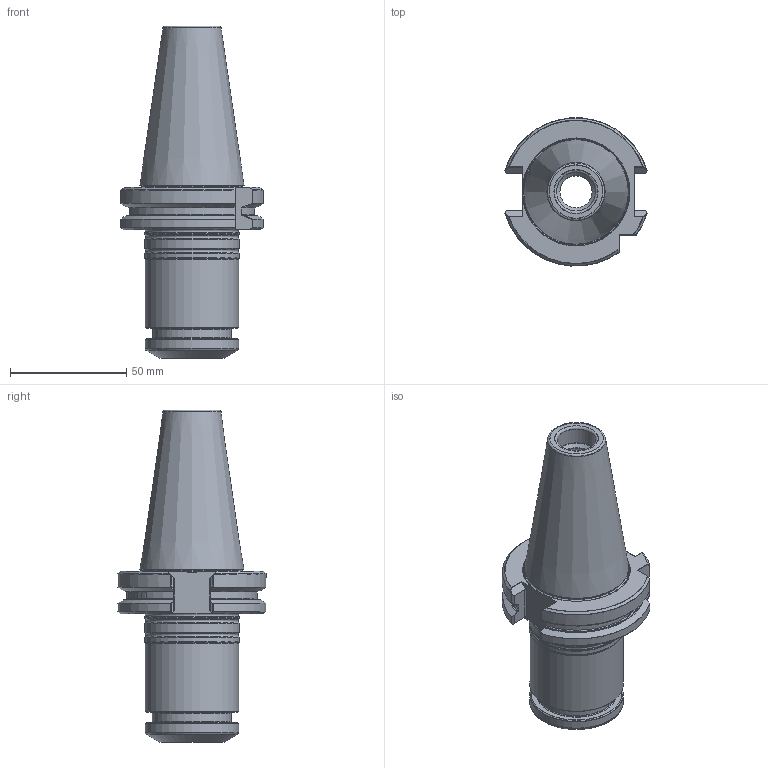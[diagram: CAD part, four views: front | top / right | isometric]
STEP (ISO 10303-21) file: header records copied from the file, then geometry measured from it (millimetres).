
FILE_DESCRIPTION(/* description */ (''),/* implementation_level */ '2;1');
FILE_NAME(/* name */ '424072546.stp',/* time_stamp */ '2021-01-12T12:30:55',/* author */ ('LRA'),/* organization */ ('REGO-FIX'),/* preprocessor_version */ ' Unknown',/* originating_system */ 'SIEMENS PLM Software Solid Edge ST10',/* authorization */ 'Unknown');
FILE_SCHEMA (('AUTOMOTIVE_DESIGN { 1 0 10303 214 2 1 1}'));
Length unit declared in the file: millimetre
Products named in the file (1): NOCUT
Bounding box: 61.18 x 63.67 x 142.8 mm (x, y, z)
Volume: 283353.4 mm3; surface area: 64796 mm2
Topology: 2 solids, 2 shells, 241 faces, 639 edges, 409 vertices
Faces by surface type: plane 78, cone 69, cylinder 62, torus 32
Full cylindrical faces by diameter (mm): 3.5 x5, 6 x2, 10 x2, 13.835 x4, 16.7 x1, 17 x1, 25 x2, 34 x2, 40 x2, 40.3 x2, 40.5 x3, 40.8 x3, 43.85 x2
Entity records: 8560 total; most frequent: CARTESIAN_POINT 1515, DIRECTION 1092, ORIENTED_EDGE 1014, EDGE_CURVE 507, AXIS2_PLACEMENT_3D 458, VERTEX_POINT 380, FACE_BOUND 355, EDGE_LOOP 348
